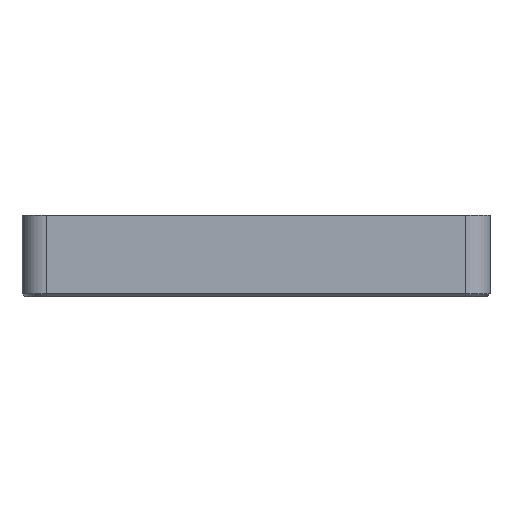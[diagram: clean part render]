
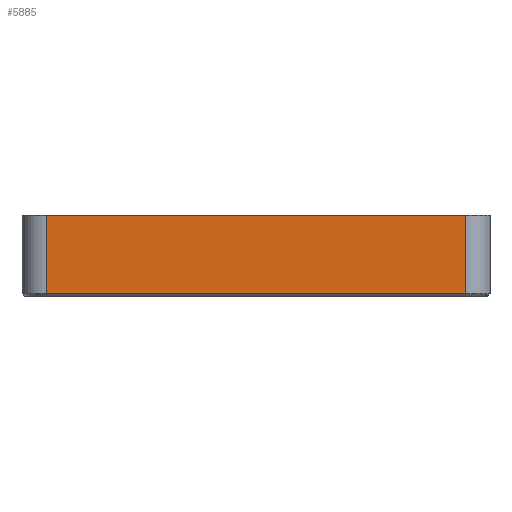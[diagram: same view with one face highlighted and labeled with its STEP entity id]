
A CAD part, left-side view. The second image highlights one B-rep face of the part: STEP entity #5885.
In plain terms, the highlighted planar face has unit normal (-1, 0, 0).
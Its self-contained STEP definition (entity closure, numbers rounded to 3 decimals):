
#475=LINE('',#9198,#1022);
#493=LINE('',#9255,#1040);
#494=LINE('',#9259,#1041);
#495=LINE('',#9260,#1042);
#1022=VECTOR('',#7284,10.);
#1040=VECTOR('',#7342,10.);
#1041=VECTOR('',#7347,10.);
#1042=VECTOR('',#7348,10.);
#1461=FACE_OUTER_BOUND('',#1852,.T.);
#1852=EDGE_LOOP('',(#4279,#4280,#4281,#4282));
#2646=VERTEX_POINT('',#9194);
#2647=VERTEX_POINT('',#9196);
#2666=VERTEX_POINT('',#9254);
#2667=VERTEX_POINT('',#9258);
#3231=EDGE_CURVE('',#2647,#2646,#475,.T.);
#3259=EDGE_CURVE('',#2666,#2646,#493,.T.);
#3261=EDGE_CURVE('',#2647,#2667,#494,.T.);
#3262=EDGE_CURVE('',#2667,#2666,#495,.F.);
#4279=ORIENTED_EDGE('',*,*,#3231,.F.);
#4280=ORIENTED_EDGE('',*,*,#3261,.T.);
#4281=ORIENTED_EDGE('',*,*,#3262,.T.);
#4282=ORIENTED_EDGE('',*,*,#3259,.T.);
#5691=PLANE('',#6335);
#5885=ADVANCED_FACE('',(#1461),#5691,.T.);
#6335=AXIS2_PLACEMENT_3D('',#9257,#7345,#7346);
#7284=DIRECTION('',(0.,1.,0.));
#7342=DIRECTION('',(0.,0.,-1.));
#7345=DIRECTION('center_axis',(-1.,0.,0.));
#7346=DIRECTION('ref_axis',(0.,-1.,0.));
#7347=DIRECTION('',(0.,0.,1.));
#7348=DIRECTION('',(0.,-1.,0.));
#9194=CARTESIAN_POINT('',(-2.5,-2.,-9.5));
#9196=CARTESIAN_POINT('',(-2.5,-80.,-9.5));
#9198=CARTESIAN_POINT('',(-2.5,-26.,-9.5));
#9254=CARTESIAN_POINT('',(-2.5,-2.,5.1));
#9255=CARTESIAN_POINT('',(-2.5,-2.,5.1));
#9257=CARTESIAN_POINT('Origin',(-2.5,-11.,-10.));
#9258=CARTESIAN_POINT('',(-2.5,-80.,5.1));
#9259=CARTESIAN_POINT('',(-2.5,-80.,-10.));
#9260=CARTESIAN_POINT('',(-2.5,-26.,5.1));
